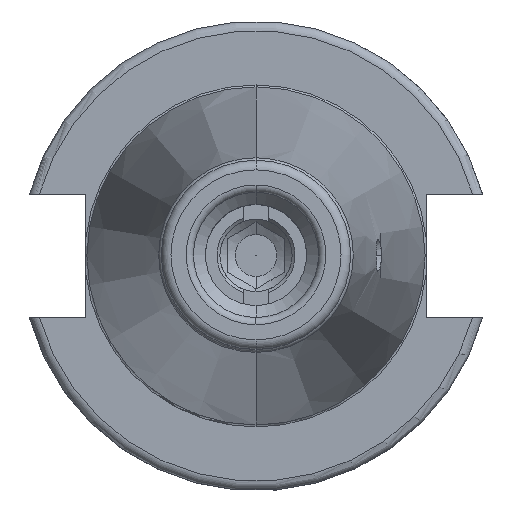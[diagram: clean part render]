
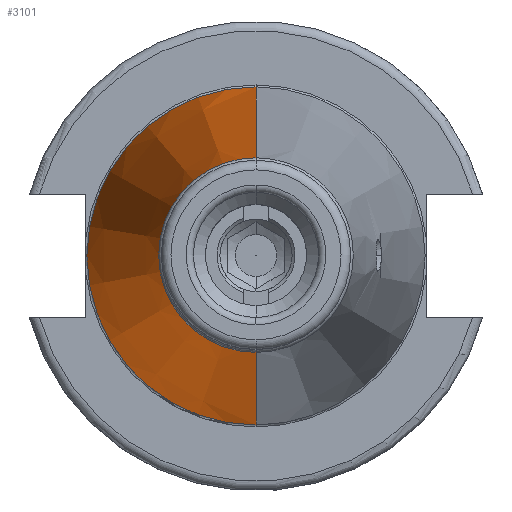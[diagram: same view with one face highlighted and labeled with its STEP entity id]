
A CAD part, top view. The second image highlights one B-rep face of the part: STEP entity #3101.
In plain terms, the highlighted conical face has half-angle 8.297 degrees and reference radius 27.65 mm.
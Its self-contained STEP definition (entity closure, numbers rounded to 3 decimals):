
#566=CARTESIAN_POINT('',(0,0,116.173));
#567=DIRECTION('',(0,0,1));
#568=DIRECTION('',(0,1,0));
#569=AXIS2_PLACEMENT_3D('',#566,#567,#568);
#571=DIRECTION('',(0,-0.144,0.99));
#572=VECTOR('',#571,103.254);
#573=CARTESIAN_POINT('',(0,35.1,14));
#574=LINE('',#573,#572);
#575=DIRECTION('',(0,0.144,0.99));
#576=VECTOR('',#575,103.254);
#577=CARTESIAN_POINT('',(0,-35.1,14));
#578=LINE('',#577,#576);
#579=CARTESIAN_POINT('',(0,0,14));
#580=DIRECTION('',(0,0,1));
#581=DIRECTION('',(0,1,0));
#582=AXIS2_PLACEMENT_3D('',#579,#580,#581);
#1911=CARTESIAN_POINT('',(0,35.1,14));
#1912=VERTEX_POINT('',#1911);
#1913=CARTESIAN_POINT('',(0,20.2,116.173));
#1914=VERTEX_POINT('',#1913);
#1949=CARTESIAN_POINT('',(0,-35.1,14));
#1950=VERTEX_POINT('',#1949);
#1951=CARTESIAN_POINT('',(0,-20.2,116.173));
#1952=VERTEX_POINT('',#1951);
#3087=CARTESIAN_POINT('',(0,0,65.087));
#3088=DIRECTION('',(0,0,-1));
#3089=DIRECTION('',(0,-1,0));
#3090=AXIS2_PLACEMENT_3D('',#3087,#3088,#3089);
#3091=CONICAL_SURFACE('',#3090,27.65,8.297);
#3093=ORIENTED_EDGE('',*,*,#3092,.T.);
#3094=ORIENTED_EDGE('',*,*,#3082,.T.);
#3096=ORIENTED_EDGE('',*,*,#3095,.F.);
#3098=ORIENTED_EDGE('',*,*,#3097,.F.);
#3099=EDGE_LOOP('',(#3093,#3094,#3096,#3098));
#3100=FACE_OUTER_BOUND('',#3099,.F.);
#3101=ADVANCED_FACE('',(#3100),#3091,.T.);
#570=CIRCLE('',#569,20.2);
#583=CIRCLE('',#582,35.1);
#3082=EDGE_CURVE('',#1914,#1952,#570,.T.);
#3092=EDGE_CURVE('',#1912,#1914,#574,.T.);
#3095=EDGE_CURVE('',#1950,#1952,#578,.T.);
#3097=EDGE_CURVE('',#1912,#1950,#583,.T.);
